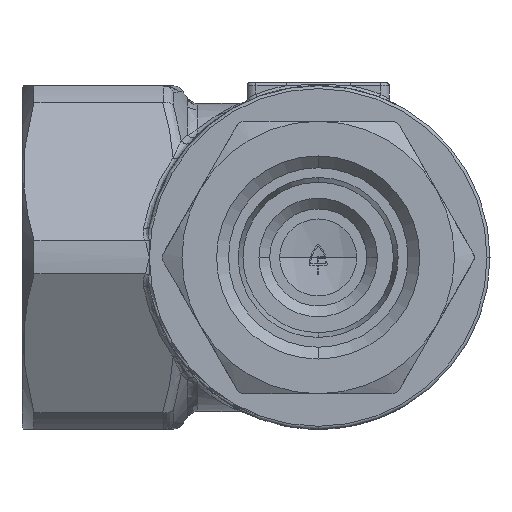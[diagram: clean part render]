
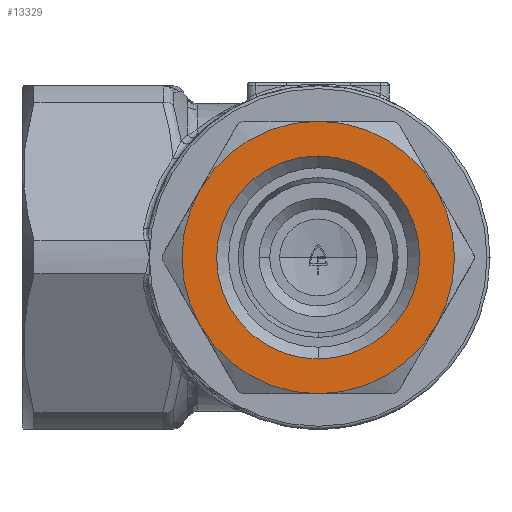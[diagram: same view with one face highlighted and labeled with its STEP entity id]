
A CAD part, front view. The second image highlights one B-rep face of the part: STEP entity #13329.
In plain terms, the highlighted planar face has unit normal (0, -1, 0).
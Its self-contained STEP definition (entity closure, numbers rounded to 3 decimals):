
#2832 = CARTESIAN_POINT ( 'NONE',  ( 0., -3.99, 23. ) ) ;
#2903 = CARTESIAN_POINT ( 'NONE',  ( 19.919, -3.99, -11.5 ) ) ;
#2904 = CARTESIAN_POINT ( 'NONE',  ( 19.919, -3.99, 11.5 ) ) ;
#4976 = DIRECTION ( 'NONE',  ( 0., 0., 1. ) ) ;
#4977 = DIRECTION ( 'NONE',  ( 0., 1., 0. ) ) ;
#4978 = AXIS2_PLACEMENT_3D ( 'NONE', #5027, #4977, #4976 ) ;
#5024 = CIRCLE ( 'NONE', #4978, 23. ) ;
#5027 = CARTESIAN_POINT ( 'NONE',  ( 0., -3.99, 0. ) ) ;
#5223 = AXIS2_PLACEMENT_3D ( 'NONE', #5373, #5409, #5467 ) ;
#5225 = CARTESIAN_POINT ( 'NONE',  ( 0., -3.99, 0. ) ) ;
#5364 = AXIS2_PLACEMENT_3D ( 'NONE', #5549, #5547, #5546 ) ;
#5365 = DIRECTION ( 'NONE',  ( 0., 0., 1. ) ) ;
#5367 = DIRECTION ( 'NONE',  ( 0., -1., 0. ) ) ;
#5368 = AXIS2_PLACEMENT_3D ( 'NONE', #5225, #5367, #5365 ) ;
#5373 = CARTESIAN_POINT ( 'NONE',  ( 0., -3.99, 0. ) ) ;
#5409 = DIRECTION ( 'NONE',  ( 0., -1., 0. ) ) ;
#5411 = CIRCLE ( 'NONE', #5368, 23. ) ;
#5465 = CIRCLE ( 'NONE', #5364, 23. ) ;
#5467 = DIRECTION ( 'NONE',  ( 0., 0., 1. ) ) ;
#5468 = CIRCLE ( 'NONE', #5223, 23. ) ;
#5546 = DIRECTION ( 'NONE',  ( 0., 0., 1. ) ) ;
#5547 = DIRECTION ( 'NONE',  ( 0., -1., 0. ) ) ;
#5549 = CARTESIAN_POINT ( 'NONE',  ( 0., -3.99, 0. ) ) ;
#8328 = CIRCLE ( 'NONE', #8359, 23. ) ;
#8341 = DIRECTION ( 'NONE',  ( 0., 0., 1. ) ) ;
#8342 = DIRECTION ( 'NONE',  ( 0., -1., 0. ) ) ;
#8343 = CARTESIAN_POINT ( 'NONE',  ( 0., -3.99, 0. ) ) ;
#8359 = AXIS2_PLACEMENT_3D ( 'NONE', #8343, #8342, #8341 ) ;
#8434 = CARTESIAN_POINT ( 'NONE',  ( -19.919, -3.99, -11.5 ) ) ;
#8517 = CARTESIAN_POINT ( 'NONE',  ( -19.919, -3.99, 11.5 ) ) ;
#8815 = CARTESIAN_POINT ( 'NONE',  ( 0., -3.99, -23. ) ) ;
#8947 = PLANE ( 'NONE',  #9026 ) ;
#8963 = FACE_BOUND ( 'NONE', #13230, .T. ) ;
#8971 = AXIS2_PLACEMENT_3D ( 'NONE', #9016, #9012, #9011 ) ;
#8972 = CIRCLE ( 'NONE', #9027, 17.145 ) ;
#8993 = FACE_OUTER_BOUND ( 'NONE', #13206, .T. ) ;
#8995 = CIRCLE ( 'NONE', #8971, 23. ) ;
#9011 = DIRECTION ( 'NONE',  ( 0., 0., 1. ) ) ;
#9012 = DIRECTION ( 'NONE',  ( 0., -1., 0. ) ) ;
#9016 = CARTESIAN_POINT ( 'NONE',  ( 0., -3.99, 0. ) ) ;
#9017 = DIRECTION ( 'NONE',  ( 0., 0., 1. ) ) ;
#9018 = DIRECTION ( 'NONE',  ( 0., 1., 0. ) ) ;
#9020 = CARTESIAN_POINT ( 'NONE',  ( 0., -3.99, 0. ) ) ;
#9023 = DIRECTION ( 'NONE',  ( 0., 0., 1. ) ) ;
#9024 = DIRECTION ( 'NONE',  ( 0., 1., 0. ) ) ;
#9025 = CARTESIAN_POINT ( 'NONE',  ( 39.837, -3.99, 23. ) ) ;
#9026 = AXIS2_PLACEMENT_3D ( 'NONE', #9025, #9024, #9023 ) ;
#9027 = AXIS2_PLACEMENT_3D ( 'NONE', #9020, #9018, #9017 ) ;
#12906 = VERTEX_POINT ( 'NONE', #2832 ) ;
#12913 = VERTEX_POINT ( 'NONE', #2904 ) ;
#12928 = VERTEX_POINT ( 'NONE', #2903 ) ;
#13140 = EDGE_CURVE ( 'NONE', #12906, #12913, #5024, .T. ) ;
#13171 = ORIENTED_EDGE ( 'NONE', *, *, #13331, .T. ) ;
#13174 = ORIENTED_EDGE ( 'NONE', *, *, #13177, .T. ) ;
#13177 = EDGE_CURVE ( 'NONE', #12906, #13245, #5411, .T. ) ;
#13180 = EDGE_CURVE ( 'NONE', #13245, #13234, #5468, .T. ) ;
#13184 = ORIENTED_EDGE ( 'NONE', *, *, #13208, .T. ) ;
#13186 = EDGE_CURVE ( 'NONE', #13234, #13289, #5465, .T. ) ;
#13194 = ORIENTED_EDGE ( 'NONE', *, *, #13330, .T. ) ;
#13202 = ORIENTED_EDGE ( 'NONE', *, *, #13140, .F. ) ;
#13204 = ORIENTED_EDGE ( 'NONE', *, *, #13180, .T. ) ;
#13206 = EDGE_LOOP ( 'NONE', ( #13202, #13174, #13204, #13207, #13184, #13171 ) ) ;
#13207 = ORIENTED_EDGE ( 'NONE', *, *, #13186, .T. ) ;
#13208 = EDGE_CURVE ( 'NONE', #13289, #12928, #8328, .T. ) ;
#13230 = EDGE_LOOP ( 'NONE', ( #13232, #13194 ) ) ;
#13232 = ORIENTED_EDGE ( 'NONE', *, *, #15835, .T. ) ;
#13234 = VERTEX_POINT ( 'NONE', #8434 ) ;
#13245 = VERTEX_POINT ( 'NONE', #8517 ) ;
#13289 = VERTEX_POINT ( 'NONE', #8815 ) ;
#13329 = ADVANCED_FACE ( 'NONE', ( #8963, #8993 ), #8947, .F. ) ;
#13330 = EDGE_CURVE ( 'NONE', #15833, #15832, #8972, .T. ) ;
#13331 = EDGE_CURVE ( 'NONE', #12928, #12913, #8995, .T. ) ;
#15832 = VERTEX_POINT ( 'NONE', #24348 ) ;
#15833 = VERTEX_POINT ( 'NONE', #24346 ) ;
#15835 = EDGE_CURVE ( 'NONE', #15832, #15833, #24344, .T. ) ;
#24310 = DIRECTION ( 'NONE',  ( 0., 0., 1. ) ) ;
#24312 = DIRECTION ( 'NONE',  ( 0., 1., 0. ) ) ;
#24313 = CARTESIAN_POINT ( 'NONE',  ( 0., -3.99, 0. ) ) ;
#24314 = AXIS2_PLACEMENT_3D ( 'NONE', #24313, #24312, #24310 ) ;
#24344 = CIRCLE ( 'NONE', #24314, 17.145 ) ;
#24346 = CARTESIAN_POINT ( 'NONE',  ( 0., -3.99, 17.145 ) ) ;
#24348 = CARTESIAN_POINT ( 'NONE',  ( 0., -3.99, -17.145 ) ) ;
